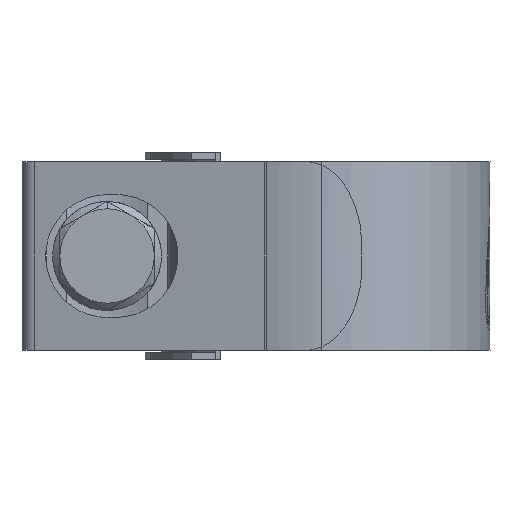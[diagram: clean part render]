
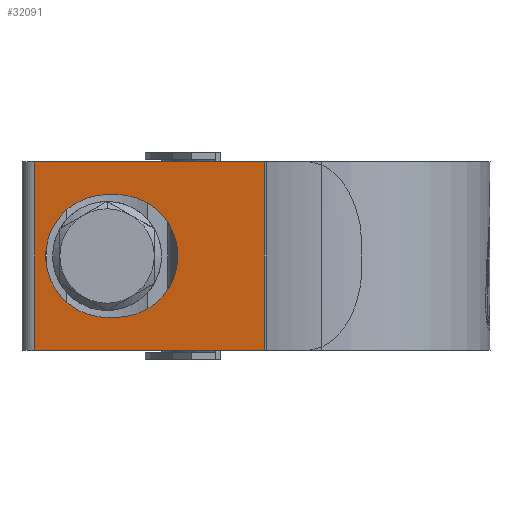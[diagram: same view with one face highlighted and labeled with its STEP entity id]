
A CAD part, left-side view. The second image highlights one B-rep face of the part: STEP entity #32091.
In plain terms, the highlighted planar face has unit normal (-0.978, 0.209, 0).
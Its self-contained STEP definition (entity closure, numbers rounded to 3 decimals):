
#173 = VERTEX_POINT ( 'NONE', #31384 ) ;
#243 = LINE ( 'NONE', #19218, #21597 ) ;
#356 = EDGE_CURVE ( 'NONE', #5957, #3421, #243, .T. ) ;
#1587 = CARTESIAN_POINT ( 'NONE',  ( -11.353, 35.756, -6.5 ) ) ;
#1643 = EDGE_CURVE ( 'NONE', #29115, #5957, #3118, .T. ) ;
#1840 = VECTOR ( 'NONE', #34876, 1000. ) ;
#2129 = VERTEX_POINT ( 'NONE', #33455 ) ;
#2134 = CARTESIAN_POINT ( 'NONE',  ( -12.492, 30.424, 10. ) ) ;
#2454 = CARTESIAN_POINT ( 'NONE',  ( -14.344, 21.756, 6.5 ) ) ;
#3118 =( BOUNDED_CURVE ( )  B_SPLINE_CURVE ( 3, ( #19301, #24641, #26950, #2454 ),
 .UNSPECIFIED., .F., .F. ) 
 B_SPLINE_CURVE_WITH_KNOTS ( ( 4, 4 ),
 ( 4.712, 7.854 ),
 .UNSPECIFIED. ) 
 CURVE ( )  GEOMETRIC_REPRESENTATION_ITEM ( )  RATIONAL_B_SPLINE_CURVE ( ( 1., 0.333, 0.333, 1. ) ) 
 REPRESENTATION_ITEM ( '' )  );
#3421 = VERTEX_POINT ( 'NONE', #21948 ) ;
#3498 = LINE ( 'NONE', #22483, #12524 ) ;
#3633 = EDGE_CURVE ( 'NONE', #8327, #2129, #23894, .T. ) ;
#3888 = CARTESIAN_POINT ( 'NONE',  ( -11.353, 35.756, 6.5 ) ) ;
#4243 = CARTESIAN_POINT ( 'NONE',  ( -14.131, 22.756, 6.5 ) ) ;
#4545 = VECTOR ( 'NONE', #12281, 1000. ) ;
#5957 = VERTEX_POINT ( 'NONE', #18679 ) ;
#6458 = CARTESIAN_POINT ( 'NONE',  ( -17.686, 6.116, -10. ) ) ;
#7240 = EDGE_CURVE ( 'NONE', #3421, #173, #23357, .T. ) ;
#8206 = VERTEX_POINT ( 'NONE', #23264 ) ;
#8327 = VERTEX_POINT ( 'NONE', #2134 ) ;
#8337 = PLANE ( 'NONE',  #16100 ) ;
#8697 = FACE_OUTER_BOUND ( 'NONE', #34988, .T. ) ;
#8707 = ORIENTED_EDGE ( 'NONE', *, *, #1643, .F. ) ;
#8874 = DIRECTION ( 'NONE',  ( 0.209, 0.978, 0. ) ) ;
#9585 = EDGE_CURVE ( 'NONE', #173, #29115, #10160, .T. ) ;
#10160 = LINE ( 'NONE', #23495, #4545 ) ;
#11459 = DIRECTION ( 'NONE',  ( 0., 0., -1. ) ) ;
#11705 = ORIENTED_EDGE ( 'NONE', *, *, #3633, .T. ) ;
#12281 = DIRECTION ( 'NONE',  ( -0.209, -0.978, 0. ) ) ;
#12524 = VECTOR ( 'NONE', #13948, 1000. ) ;
#13948 = DIRECTION ( 'NONE',  ( -0.209, -0.978, 0. ) ) ;
#15907 = EDGE_CURVE ( 'NONE', #8327, #25372, #3498, .T. ) ;
#16100 = AXIS2_PLACEMENT_3D ( 'NONE', #27171, #22008, #8874 ) ;
#16699 = VECTOR ( 'NONE', #17460, 1000. ) ;
#17460 = DIRECTION ( 'NONE',  ( -0.209, -0.978, 0. ) ) ;
#17766 = ORIENTED_EDGE ( 'NONE', *, *, #356, .F. ) ;
#18152 = VECTOR ( 'NONE', #11459, 1000. ) ;
#18679 = CARTESIAN_POINT ( 'NONE',  ( -14.344, 21.756, 6.5 ) ) ;
#18694 = ORIENTED_EDGE ( 'NONE', *, *, #33053, .T. ) ;
#18878 = DIRECTION ( 'NONE',  ( 0.209, 0.978, 0. ) ) ;
#19218 = CARTESIAN_POINT ( 'NONE',  ( -17.686, 6.116, 6.5 ) ) ;
#19301 = CARTESIAN_POINT ( 'NONE',  ( -14.344, 21.756, -6.5 ) ) ;
#20110 = ORIENTED_EDGE ( 'NONE', *, *, #15907, .F. ) ;
#20609 = CARTESIAN_POINT ( 'NONE',  ( -17.686, 6.116, 10. ) ) ;
#21597 = VECTOR ( 'NONE', #18878, 1000. ) ;
#21948 = CARTESIAN_POINT ( 'NONE',  ( -14.131, 22.756, 6.5 ) ) ;
#22008 = DIRECTION ( 'NONE',  ( 0.978, -0.209, 0. ) ) ;
#22483 = CARTESIAN_POINT ( 'NONE',  ( -17.686, 6.116, 10. ) ) ;
#23264 = CARTESIAN_POINT ( 'NONE',  ( -17.686, 6.116, -10. ) ) ;
#23357 =( BOUNDED_CURVE ( )  B_SPLINE_CURVE ( 3, ( #4243, #3888, #1587, #33711 ),
 .UNSPECIFIED., .F., .F. ) 
 B_SPLINE_CURVE_WITH_KNOTS ( ( 4, 4 ),
 ( 1.571, 4.712 ),
 .UNSPECIFIED. ) 
 CURVE ( )  GEOMETRIC_REPRESENTATION_ITEM ( )  RATIONAL_B_SPLINE_CURVE ( ( 1., 0.333, 0.333, 1. ) ) 
 REPRESENTATION_ITEM ( '' )  );
#23495 = CARTESIAN_POINT ( 'NONE',  ( -17.686, 6.116, -6.5 ) ) ;
#23894 = LINE ( 'NONE', #29753, #1840 ) ;
#24641 = CARTESIAN_POINT ( 'NONE',  ( -17.122, 8.756, -6.5 ) ) ;
#24986 = CARTESIAN_POINT ( 'NONE',  ( -17.686, 6.116, 10. ) ) ;
#25372 = VERTEX_POINT ( 'NONE', #20609 ) ;
#26131 = EDGE_CURVE ( 'NONE', #25372, #8206, #34623, .T. ) ;
#26950 = CARTESIAN_POINT ( 'NONE',  ( -17.122, 8.756, 6.5 ) ) ;
#27159 = ORIENTED_EDGE ( 'NONE', *, *, #26131, .F. ) ;
#27171 = CARTESIAN_POINT ( 'NONE',  ( -17.686, 6.116, 10. ) ) ;
#28538 = ORIENTED_EDGE ( 'NONE', *, *, #7240, .F. ) ;
#29115 = VERTEX_POINT ( 'NONE', #34072 ) ;
#29753 = CARTESIAN_POINT ( 'NONE',  ( -12.492, 30.424, 10. ) ) ;
#31336 = LINE ( 'NONE', #6458, #16699 ) ;
#31384 = CARTESIAN_POINT ( 'NONE',  ( -14.131, 22.756, -6.5 ) ) ;
#32091 = ADVANCED_FACE ( 'NONE', ( #8697, #33211 ), #8337, .F. ) ;
#32325 = EDGE_LOOP ( 'NONE', ( #8707, #33501, #28538, #17766 ) ) ;
#33053 = EDGE_CURVE ( 'NONE', #2129, #8206, #31336, .T. ) ;
#33211 = FACE_BOUND ( 'NONE', #32325, .T. ) ;
#33455 = CARTESIAN_POINT ( 'NONE',  ( -12.492, 30.424, -10. ) ) ;
#33501 = ORIENTED_EDGE ( 'NONE', *, *, #9585, .F. ) ;
#33711 = CARTESIAN_POINT ( 'NONE',  ( -14.131, 22.756, -6.5 ) ) ;
#34072 = CARTESIAN_POINT ( 'NONE',  ( -14.344, 21.756, -6.5 ) ) ;
#34623 = LINE ( 'NONE', #24986, #18152 ) ;
#34876 = DIRECTION ( 'NONE',  ( 0., 0., -1. ) ) ;
#34988 = EDGE_LOOP ( 'NONE', ( #18694, #27159, #20110, #11705 ) ) ;
